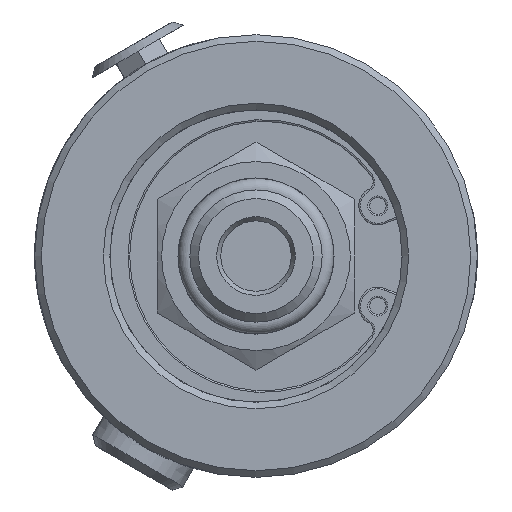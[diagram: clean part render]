
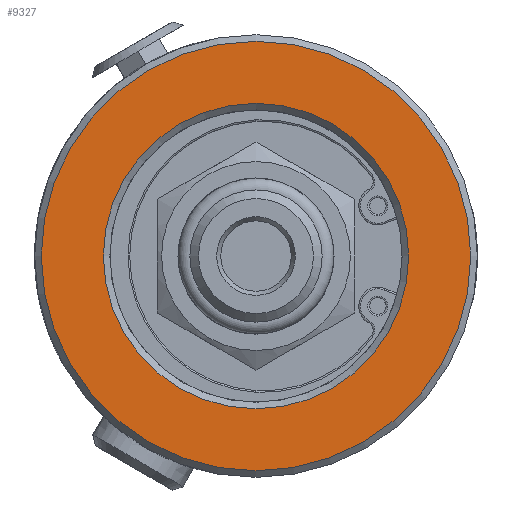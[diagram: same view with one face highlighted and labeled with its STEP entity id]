
A CAD part, left-side view. The second image highlights one B-rep face of the part: STEP entity #9327.
In plain terms, the highlighted planar face has unit normal (-1, 0, 0).
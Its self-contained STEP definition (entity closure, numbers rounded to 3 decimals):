
#604=FACE_BOUND('',#2711,.T.);
#712=PLANE('',#10072);
#2119=FACE_OUTER_BOUND('',#2710,.T.);
#2710=EDGE_LOOP('',(#6597,#6598));
#2711=EDGE_LOOP('',(#6599,#6600));
#3400=CIRCLE('',#10070,25.925);
#3401=CIRCLE('',#10071,25.925);
#3402=CIRCLE('',#10073,18.435);
#3403=CIRCLE('',#10074,18.435);
#3953=VERTEX_POINT('',#13667);
#3954=VERTEX_POINT('',#13669);
#3955=VERTEX_POINT('',#13673);
#3956=VERTEX_POINT('',#13674);
#4965=EDGE_CURVE('',#3953,#3954,#3400,.T.);
#4966=EDGE_CURVE('',#3954,#3953,#3401,.T.);
#4967=EDGE_CURVE('',#3955,#3956,#3402,.T.);
#4968=EDGE_CURVE('',#3956,#3955,#3403,.T.);
#6597=ORIENTED_EDGE('',*,*,#4966,.F.);
#6598=ORIENTED_EDGE('',*,*,#4965,.F.);
#6599=ORIENTED_EDGE('',*,*,#4967,.T.);
#6600=ORIENTED_EDGE('',*,*,#4968,.T.);
#9327=ADVANCED_FACE('',(#2119,#604),#712,.T.);
#10070=AXIS2_PLACEMENT_3D('',#13670,#11315,#11316);
#10071=AXIS2_PLACEMENT_3D('',#13671,#11317,#11318);
#10072=AXIS2_PLACEMENT_3D('',#13672,#11319,#11320);
#10073=AXIS2_PLACEMENT_3D('',#13675,#11321,#11322);
#10074=AXIS2_PLACEMENT_3D('',#13676,#11323,#11324);
#11315=DIRECTION('center_axis',(1.,0.,0.));
#11316=DIRECTION('ref_axis',(0.,1.,0.));
#11317=DIRECTION('center_axis',(1.,0.,0.));
#11318=DIRECTION('ref_axis',(0.,1.,0.));
#11319=DIRECTION('center_axis',(-1.,0.,0.));
#11320=DIRECTION('ref_axis',(0.,0.,1.));
#11321=DIRECTION('center_axis',(1.,0.,0.));
#11322=DIRECTION('ref_axis',(0.,1.,0.));
#11323=DIRECTION('center_axis',(1.,0.,0.));
#11324=DIRECTION('ref_axis',(0.,1.,0.));
#13667=CARTESIAN_POINT('',(28.695,1.046,0.));
#13669=CARTESIAN_POINT('',(28.695,52.896,0.));
#13670=CARTESIAN_POINT('Origin',(28.695,26.971,0.));
#13671=CARTESIAN_POINT('Origin',(28.695,26.971,0.));
#13672=CARTESIAN_POINT('Origin',(28.695,39.933,0.));
#13673=CARTESIAN_POINT('',(28.695,45.406,0.));
#13674=CARTESIAN_POINT('',(28.695,8.536,0.));
#13675=CARTESIAN_POINT('Origin',(28.695,26.971,0.));
#13676=CARTESIAN_POINT('Origin',(28.695,26.971,0.));
